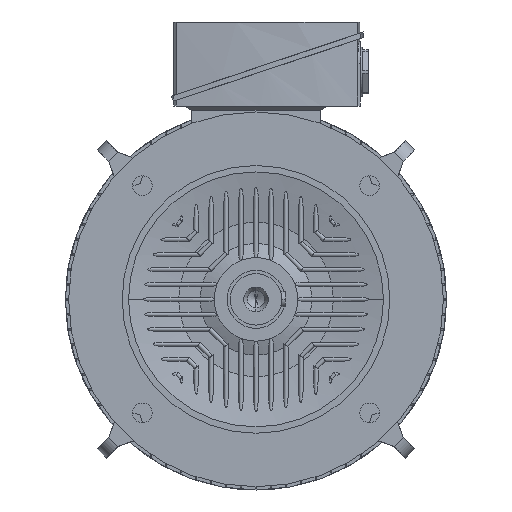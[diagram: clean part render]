
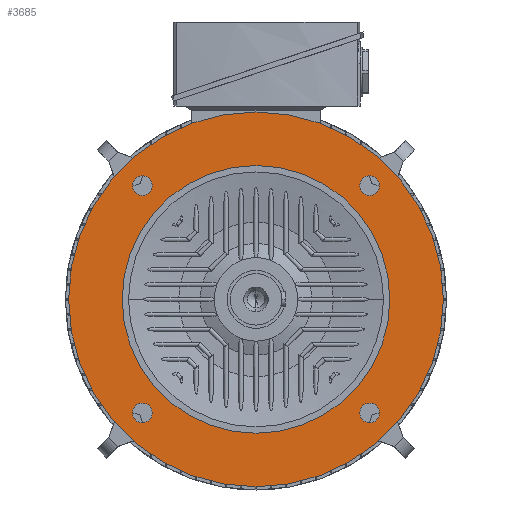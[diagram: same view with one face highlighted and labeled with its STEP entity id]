
A CAD part, left-side view. The second image highlights one B-rep face of the part: STEP entity #3685.
In plain terms, the highlighted planar face has unit normal (-1, 0, 0).
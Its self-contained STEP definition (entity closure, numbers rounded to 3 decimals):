
#3685=ADVANCED_FACE('',(#7407,#7408,#7409,#7410,#7411,#7412),#7413,.T.);
#7407=FACE_BOUND('',#11132,.T.);
#7408=FACE_BOUND('',#11133,.T.);
#7409=FACE_BOUND('',#11134,.T.);
#7410=FACE_BOUND('',#11135,.T.);
#7411=FACE_OUTER_BOUND('',#11136,.T.);
#7412=FACE_BOUND('',#11137,.T.);
#7413=PLANE('',#11138);
#11132=EDGE_LOOP('',(#22940,#22941));
#11133=EDGE_LOOP('',(#22942,#22943));
#11134=EDGE_LOOP('',(#22944,#22945));
#11135=EDGE_LOOP('',(#22946,#22947));
#11136=EDGE_LOOP('',(#22948,#22949));
#11137=EDGE_LOOP('',(#22950,#22951));
#11138=AXIS2_PLACEMENT_3D('',#22952,#22953,#22954);
#22940=ORIENTED_EDGE('',*,*,#27612,.T.);
#22941=ORIENTED_EDGE('',*,*,#23019,.T.);
#22942=ORIENTED_EDGE('',*,*,#27615,.T.);
#22943=ORIENTED_EDGE('',*,*,#23014,.T.);
#22944=ORIENTED_EDGE('',*,*,#27618,.T.);
#22945=ORIENTED_EDGE('',*,*,#23009,.T.);
#22946=ORIENTED_EDGE('',*,*,#27621,.T.);
#22947=ORIENTED_EDGE('',*,*,#23004,.T.);
#22948=ORIENTED_EDGE('',*,*,#22983,.F.);
#22949=ORIENTED_EDGE('',*,*,#27669,.F.);
#22950=ORIENTED_EDGE('',*,*,#22990,.T.);
#22951=ORIENTED_EDGE('',*,*,#27667,.T.);
#22952=CARTESIAN_POINT('',(-78.0,150.0,0.0));
#22953=DIRECTION('',(-1.0,0.0,0.0));
#22954=DIRECTION('',(0.0,-1.0,0.0));
#22983=EDGE_CURVE('',#27675,#27678,#27679,.T.);
#22990=EDGE_CURVE('',#27685,#27689,#27691,.T.);
#23004=EDGE_CURVE('',#27716,#27713,#27717,.T.);
#23009=EDGE_CURVE('',#27725,#27722,#27726,.T.);
#23014=EDGE_CURVE('',#27734,#27731,#27735,.T.);
#23019=EDGE_CURVE('',#27743,#27740,#27744,.T.);
#27612=EDGE_CURVE('',#27740,#27743,#34582,.T.);
#27615=EDGE_CURVE('',#27731,#27734,#34585,.T.);
#27618=EDGE_CURVE('',#27722,#27725,#34588,.T.);
#27621=EDGE_CURVE('',#27713,#27716,#34591,.T.);
#27667=EDGE_CURVE('',#27689,#27685,#34645,.T.);
#27669=EDGE_CURVE('',#27678,#27675,#34647,.T.);
#27675=VERTEX_POINT('',#34653);
#27678=VERTEX_POINT('',#34657);
#27679=CIRCLE('',#34658,175.0);
#27685=VERTEX_POINT('',#34665);
#27689=VERTEX_POINT('',#34670);
#27691=CIRCLE('',#34673,125.0);
#27713=VERTEX_POINT('',#34699);
#27716=VERTEX_POINT('',#34703);
#27717=CIRCLE('',#34704,9.25);
#27722=VERTEX_POINT('',#34710);
#27725=VERTEX_POINT('',#34714);
#27726=CIRCLE('',#34715,9.25);
#27731=VERTEX_POINT('',#34721);
#27734=VERTEX_POINT('',#34725);
#27735=CIRCLE('',#34726,9.25);
#27740=VERTEX_POINT('',#34732);
#27743=VERTEX_POINT('',#34736);
#27744=CIRCLE('',#34737,9.25);
#34582=CIRCLE('',#55878,9.25);
#34585=CIRCLE('',#55881,9.25);
#34588=CIRCLE('',#55884,9.25);
#34591=CIRCLE('',#55887,9.25);
#34645=CIRCLE('',#55961,125.0);
#34647=CIRCLE('',#55963,175.0);
#34653=CARTESIAN_POINT('',(-78.0,175.0,0.0));
#34657=CARTESIAN_POINT('',(-78.0,-175.0,0.));
#34658=AXIS2_PLACEMENT_3D('',#55969,#55970,#55971);
#34665=CARTESIAN_POINT('',(-78.0,125.0,0.0));
#34670=CARTESIAN_POINT('',(-78.0,-125.0,0.));
#34673=AXIS2_PLACEMENT_3D('',#55981,#55982,#55983);
#34699=CARTESIAN_POINT('',(-78.0,-112.607,112.607));
#34703=CARTESIAN_POINT('',(-78.0,-99.525,99.525));
#34704=AXIS2_PLACEMENT_3D('',#56004,#56005,#56006);
#34710=CARTESIAN_POINT('',(-78.0,112.607,112.607));
#34714=CARTESIAN_POINT('',(-78.0,99.525,99.525));
#34715=AXIS2_PLACEMENT_3D('',#56012,#56013,#56014);
#34721=CARTESIAN_POINT('',(-78.0,112.607,-112.607));
#34725=CARTESIAN_POINT('',(-78.0,99.525,-99.525));
#34726=AXIS2_PLACEMENT_3D('',#56020,#56021,#56022);
#34732=CARTESIAN_POINT('',(-78.0,-112.607,-112.607));
#34736=CARTESIAN_POINT('',(-78.0,-99.525,-99.525));
#34737=AXIS2_PLACEMENT_3D('',#56028,#56029,#56030);
#55878=AXIS2_PLACEMENT_3D('',#60639,#60640,#60641);
#55881=AXIS2_PLACEMENT_3D('',#60645,#60646,#60647);
#55884=AXIS2_PLACEMENT_3D('',#60651,#60652,#60653);
#55887=AXIS2_PLACEMENT_3D('',#60657,#60658,#60659);
#55961=AXIS2_PLACEMENT_3D('',#60689,#60690,#60691);
#55963=AXIS2_PLACEMENT_3D('',#60692,#60693,#60694);
#55969=CARTESIAN_POINT('',(-78.0,0.0,0.0));
#55970=DIRECTION('',(1.0,0.0,0.0));
#55971=DIRECTION('',(0.0,1.0,0.0));
#55981=CARTESIAN_POINT('',(-78.0,0.0,0.0));
#55982=DIRECTION('',(1.0,0.0,0.0));
#55983=DIRECTION('',(0.0,1.0,0.0));
#56004=CARTESIAN_POINT('',(-78.0,-106.066,106.066));
#56005=DIRECTION('',(1.0,0.0,-0.0));
#56006=DIRECTION('',(0.0,-0.707,0.707));
#56012=CARTESIAN_POINT('',(-78.0,106.066,106.066));
#56013=DIRECTION('',(1.0,0.0,-0.0));
#56014=DIRECTION('',(0.0,0.707,0.707));
#56020=CARTESIAN_POINT('',(-78.0,106.066,-106.066));
#56021=DIRECTION('',(1.0,-0.0,0.0));
#56022=DIRECTION('',(0.0,0.707,-0.707));
#56028=CARTESIAN_POINT('',(-78.0,-106.066,-106.066));
#56029=DIRECTION('',(1.0,0.0,0.0));
#56030=DIRECTION('',(0.0,-0.707,-0.707));
#60639=CARTESIAN_POINT('',(-78.0,-106.066,-106.066));
#60640=DIRECTION('',(1.0,0.0,0.0));
#60641=DIRECTION('',(0.0,-0.707,-0.707));
#60645=CARTESIAN_POINT('',(-78.0,106.066,-106.066));
#60646=DIRECTION('',(1.0,-0.0,0.0));
#60647=DIRECTION('',(0.0,0.707,-0.707));
#60651=CARTESIAN_POINT('',(-78.0,106.066,106.066));
#60652=DIRECTION('',(1.0,0.0,-0.0));
#60653=DIRECTION('',(0.0,0.707,0.707));
#60657=CARTESIAN_POINT('',(-78.0,-106.066,106.066));
#60658=DIRECTION('',(1.0,0.0,-0.0));
#60659=DIRECTION('',(0.0,-0.707,0.707));
#60689=CARTESIAN_POINT('',(-78.0,0.0,0.0));
#60690=DIRECTION('',(1.0,0.0,0.0));
#60691=DIRECTION('',(0.0,1.0,0.0));
#60692=CARTESIAN_POINT('',(-78.0,0.0,0.0));
#60693=DIRECTION('',(1.0,0.0,0.0));
#60694=DIRECTION('',(0.0,1.0,0.0));
